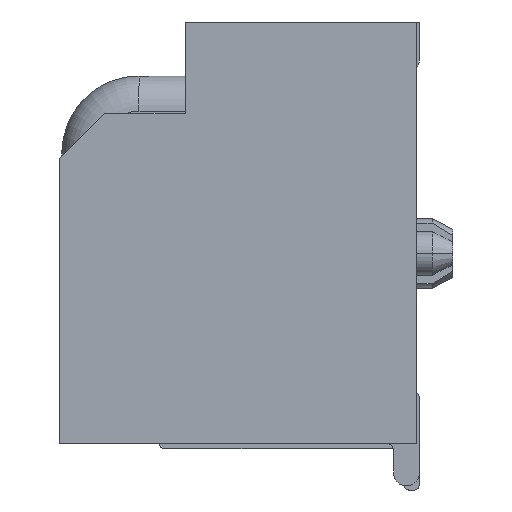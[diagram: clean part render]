
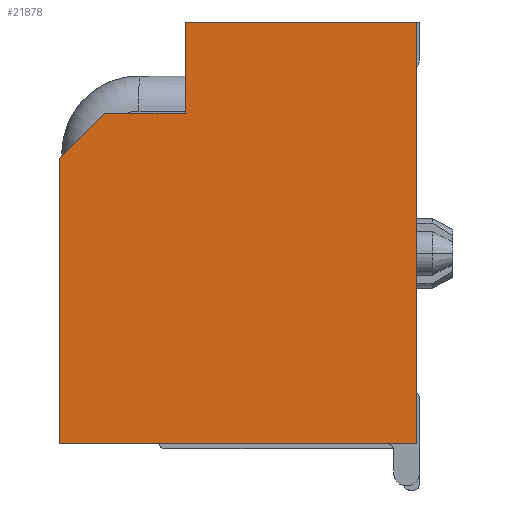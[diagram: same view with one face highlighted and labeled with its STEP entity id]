
A CAD part, left-side view. The second image highlights one B-rep face of the part: STEP entity #21878.
In plain terms, the highlighted planar face has unit normal (-1, 0, 0).
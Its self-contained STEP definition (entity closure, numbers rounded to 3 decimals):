
#135=DIRECTION('',(0.,0.,1.));
#136=VECTOR('',#135,5.55);
#137=CARTESIAN_POINT('',(-14.95,3.475,-8.2));
#138=LINE('',#137,#136);
#143=DIRECTION('',(0.,-0.707,0.707));
#144=VECTOR('',#143,1.245);
#145=CARTESIAN_POINT('',(-14.95,3.475,-2.65));
#146=LINE('',#145,#144);
#150=DIRECTION('',(0.,-1.,0.));
#151=VECTOR('',#150,1.57);
#152=CARTESIAN_POINT('',(-14.95,2.595,-1.77));
#153=LINE('',#152,#151);
#157=DIRECTION('',(0.,0.,1.));
#158=VECTOR('',#157,1.77);
#159=CARTESIAN_POINT('',(-14.95,1.025,-1.77));
#160=LINE('',#159,#158);
#164=DIRECTION('',(0.,-1.,0.));
#165=VECTOR('',#164,4.5);
#166=CARTESIAN_POINT('',(-14.95,1.025,0.));
#167=LINE('',#166,#165);
#171=DIRECTION('',(0.,0.,-1.));
#172=VECTOR('',#171,8.2);
#173=CARTESIAN_POINT('',(-14.95,-3.475,0.));
#174=LINE('',#173,#172);
#178=DIRECTION('',(0.,1.,0.));
#179=VECTOR('',#178,6.95);
#180=CARTESIAN_POINT('',(-14.95,-3.475,-8.2));
#181=LINE('',#180,#179);
#18556=CARTESIAN_POINT('',(-14.95,-3.475,-8.2));
#18557=CARTESIAN_POINT('',(-14.95,3.475,-8.2));
#18558=VERTEX_POINT('',#18556);
#18559=VERTEX_POINT('',#18557);
#18560=CARTESIAN_POINT('',(-14.95,1.025,-1.77));
#18561=CARTESIAN_POINT('',(-14.95,1.025,0.));
#18562=VERTEX_POINT('',#18560);
#18563=VERTEX_POINT('',#18561);
#18564=CARTESIAN_POINT('',(-14.95,2.595,-1.77));
#18565=VERTEX_POINT('',#18564);
#18566=CARTESIAN_POINT('',(-14.95,3.475,-2.65));
#18567=VERTEX_POINT('',#18566);
#18580=CARTESIAN_POINT('',(-14.95,-3.475,0.));
#18581=VERTEX_POINT('',#18580);
#21857=CARTESIAN_POINT('',(-14.95,0.,0.));
#21858=DIRECTION('',(1.,0.,0.));
#21859=DIRECTION('',(0.,0.,-1.));
#21860=AXIS2_PLACEMENT_3D('',#21857,#21858,#21859);
#21861=PLANE('',#21860);
#21863=ORIENTED_EDGE('',*,*,#21862,.T.);
#21865=ORIENTED_EDGE('',*,*,#21864,.T.);
#21867=ORIENTED_EDGE('',*,*,#21866,.T.);
#21869=ORIENTED_EDGE('',*,*,#21868,.T.);
#21871=ORIENTED_EDGE('',*,*,#21870,.T.);
#21873=ORIENTED_EDGE('',*,*,#21872,.T.);
#21875=ORIENTED_EDGE('',*,*,#21874,.T.);
#21876=EDGE_LOOP('',(#21863,#21865,#21867,#21869,#21871,#21873,#21875));
#21877=FACE_OUTER_BOUND('',#21876,.F.);
#21862=EDGE_CURVE('',#18559,#18567,#138,.T.);
#21864=EDGE_CURVE('',#18567,#18565,#146,.T.);
#21866=EDGE_CURVE('',#18565,#18562,#153,.T.);
#21868=EDGE_CURVE('',#18562,#18563,#160,.T.);
#21870=EDGE_CURVE('',#18563,#18581,#167,.T.);
#21872=EDGE_CURVE('',#18581,#18558,#174,.T.);
#21874=EDGE_CURVE('',#18558,#18559,#181,.T.);
#21878=ADVANCED_FACE('',(#21877),#21861,.F.);
